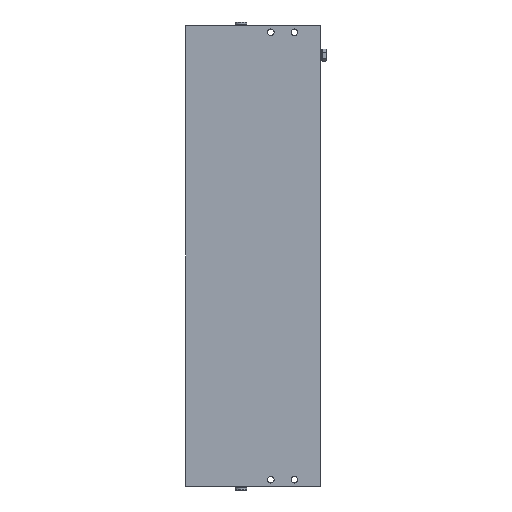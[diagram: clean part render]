
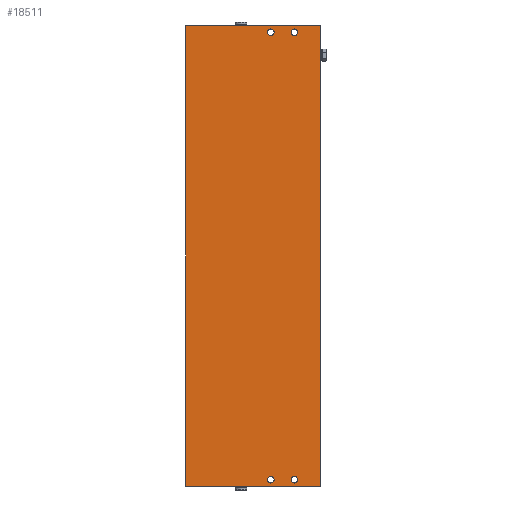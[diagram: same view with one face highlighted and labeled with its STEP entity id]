
A CAD part, front view. The second image highlights one B-rep face of the part: STEP entity #18511.
In plain terms, the highlighted planar face has unit normal (0, -1, 0).
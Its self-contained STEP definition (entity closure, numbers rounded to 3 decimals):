
#1445=CIRCLE('',#20674,2.25);
#1446=CIRCLE('',#20675,2.25);
#1447=CIRCLE('',#20676,2.25);
#1448=CIRCLE('',#20677,2.25);
#2962=ORIENTED_EDGE('',*,*,#7391,.T.);
#2963=ORIENTED_EDGE('',*,*,#7392,.T.);
#2964=ORIENTED_EDGE('',*,*,#7393,.T.);
#2965=ORIENTED_EDGE('',*,*,#7394,.T.);
#2966=ORIENTED_EDGE('',*,*,#7395,.T.);
#2967=ORIENTED_EDGE('',*,*,#7396,.F.);
#2968=ORIENTED_EDGE('',*,*,#7346,.F.);
#2969=ORIENTED_EDGE('',*,*,#6750,.T.);
#6750=EDGE_CURVE('',#8970,#8969,#10870,.T.);
#7346=EDGE_CURVE('',#8970,#9564,#11041,.T.);
#7391=EDGE_CURVE('',#9602,#9602,#1445,.T.);
#7392=EDGE_CURVE('',#9603,#9603,#1446,.T.);
#7393=EDGE_CURVE('',#9604,#9604,#1447,.T.);
#7394=EDGE_CURVE('',#9605,#9605,#1448,.T.);
#7395=EDGE_CURVE('',#8969,#9606,#11064,.T.);
#7396=EDGE_CURVE('',#9564,#9606,#11065,.T.);
#8969=VERTEX_POINT('',#29237);
#8970=VERTEX_POINT('',#29239);
#9564=VERTEX_POINT('',#30431);
#9602=VERTEX_POINT('',#30548);
#9603=VERTEX_POINT('',#30550);
#9604=VERTEX_POINT('',#30552);
#9605=VERTEX_POINT('',#30554);
#9606=VERTEX_POINT('',#30556);
#10870=LINE('',#29238,#11698);
#11041=LINE('',#30430,#11869);
#11064=LINE('',#30555,#11892);
#11065=LINE('',#30557,#11893);
#11698=VECTOR('',#22954,1000.);
#11869=VECTOR('',#23979,1000.);
#11892=VECTOR('',#24058,1000.);
#11893=VECTOR('',#24059,1000.);
#12960=EDGE_LOOP('',(#2962));
#12961=EDGE_LOOP('',(#2963));
#12962=EDGE_LOOP('',(#2964));
#12963=EDGE_LOOP('',(#2965));
#12964=EDGE_LOOP('',(#2966,#2967,#2968,#2969));
#15624=FACE_BOUND('',#12960,.T.);
#15625=FACE_BOUND('',#12961,.T.);
#15626=FACE_BOUND('',#12962,.T.);
#15627=FACE_BOUND('',#12963,.T.);
#15628=FACE_BOUND('',#12964,.T.);
#17913=PLANE('',#20673);
#18511=ADVANCED_FACE('',(#15624,#15625,#15626,#15627,#15628),#17913,.F.);
#20673=AXIS2_PLACEMENT_3D('',#30546,#24048,#24049);
#20674=AXIS2_PLACEMENT_3D('',#30547,#24050,#24051);
#20675=AXIS2_PLACEMENT_3D('',#30549,#24052,#24053);
#20676=AXIS2_PLACEMENT_3D('',#30551,#24054,#24055);
#20677=AXIS2_PLACEMENT_3D('',#30553,#24056,#24057);
#22954=DIRECTION('',(0.,0.,-1.));
#23979=DIRECTION('',(1.,0.,0.));
#24048=DIRECTION('',(0.,1.,0.));
#24049=DIRECTION('',(0.,0.,1.));
#24050=DIRECTION('',(0.,1.,0.));
#24051=DIRECTION('',(1.,0.,0.));
#24052=DIRECTION('',(0.,1.,0.));
#24053=DIRECTION('',(1.,0.,0.));
#24054=DIRECTION('',(0.,1.,0.));
#24055=DIRECTION('',(1.,0.,0.));
#24056=DIRECTION('',(0.,1.,0.));
#24057=DIRECTION('',(1.,0.,0.));
#24058=DIRECTION('',(1.,0.,0.));
#24059=DIRECTION('',(0.,0.,-1.));
#29237=CARTESIAN_POINT('',(0.,-23.,0.));
#29238=CARTESIAN_POINT('',(0.,-23.,313.));
#29239=CARTESIAN_POINT('',(0.,-23.,313.));
#30430=CARTESIAN_POINT('',(0.,-23.,313.));
#30431=CARTESIAN_POINT('',(91.5,-23.,313.));
#30546=CARTESIAN_POINT('',(0.,-23.,313.));
#30547=CARTESIAN_POINT('',(33.65,-23.,4.5));
#30548=CARTESIAN_POINT('',(35.9,-23.,4.5));
#30549=CARTESIAN_POINT('',(17.65,-23.,308.5));
#30550=CARTESIAN_POINT('',(19.9,-23.,308.5));
#30551=CARTESIAN_POINT('',(33.65,-23.,308.5));
#30552=CARTESIAN_POINT('',(35.9,-23.,308.5));
#30553=CARTESIAN_POINT('',(17.65,-23.,4.5));
#30554=CARTESIAN_POINT('',(19.9,-23.,4.5));
#30555=CARTESIAN_POINT('',(0.,-23.,0.));
#30556=CARTESIAN_POINT('',(91.5,-23.,0.));
#30557=CARTESIAN_POINT('',(91.5,-23.,313.));
